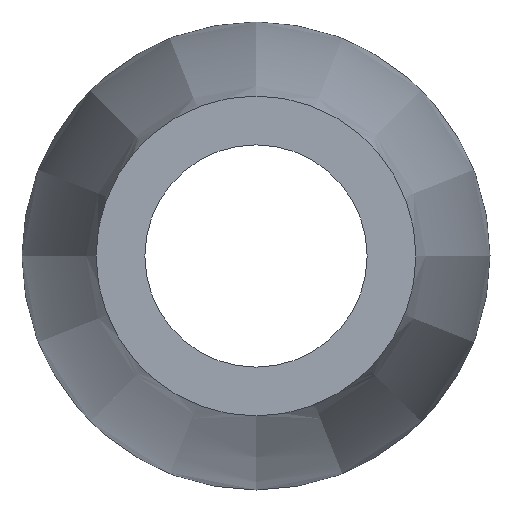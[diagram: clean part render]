
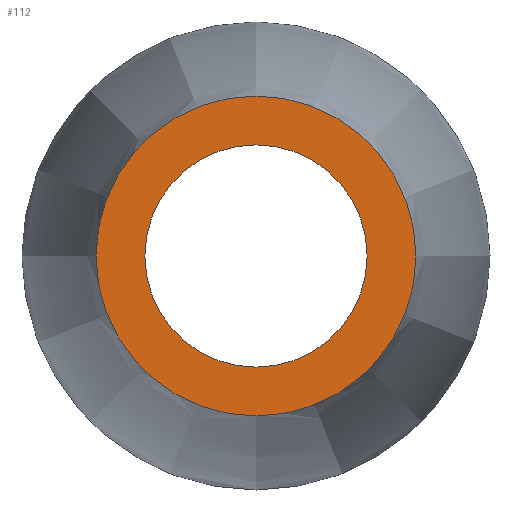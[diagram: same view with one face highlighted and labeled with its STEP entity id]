
A CAD part, left-side view. The second image highlights one B-rep face of the part: STEP entity #112.
In plain terms, the highlighted planar face has unit normal (-1, 0, 0).
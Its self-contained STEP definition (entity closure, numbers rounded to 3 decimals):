
#16=FACE_BOUND('',#38,.T.);
#18=PLANE('',#140);
#29=FACE_OUTER_BOUND('',#37,.T.);
#37=EDGE_LOOP('',(#99));
#38=EDGE_LOOP('',(#100));
#47=CIRCLE('',#133,4.75);
#53=CIRCLE('',#141,6.835);
#57=VERTEX_POINT('',#184);
#62=VERTEX_POINT('',#1275);
#67=EDGE_CURVE('',#57,#57,#47,.T.);
#75=EDGE_CURVE('',#62,#62,#53,.T.);
#99=ORIENTED_EDGE('',*,*,#75,.F.);
#100=ORIENTED_EDGE('',*,*,#67,.T.);
#112=ADVANCED_FACE('',(#29,#16),#18,.T.);
#133=AXIS2_PLACEMENT_3D('',#185,#155,#156);
#140=AXIS2_PLACEMENT_3D('',#1274,#170,#171);
#141=AXIS2_PLACEMENT_3D('',#1276,#172,#173);
#155=DIRECTION('center_axis',(1.,0.,0.));
#156=DIRECTION('ref_axis',(0.,1.,0.));
#170=DIRECTION('center_axis',(-1.,0.,0.));
#171=DIRECTION('ref_axis',(0.,0.,1.));
#172=DIRECTION('center_axis',(1.,0.,0.));
#173=DIRECTION('ref_axis',(0.,0.,-1.));
#184=CARTESIAN_POINT('',(-23.854,-4.75,0.));
#185=CARTESIAN_POINT('Origin',(-23.854,0.,0.));
#1274=CARTESIAN_POINT('Origin',(-23.854,0.,-6.835));
#1275=CARTESIAN_POINT('',(-23.854,0.,-6.835));
#1276=CARTESIAN_POINT('Origin',(-23.854,0.,0.));
